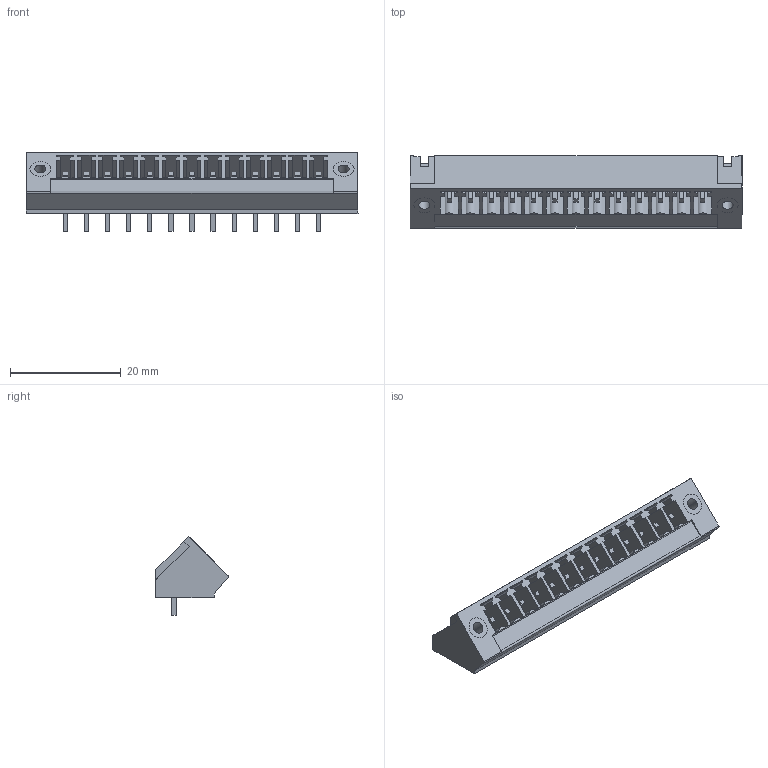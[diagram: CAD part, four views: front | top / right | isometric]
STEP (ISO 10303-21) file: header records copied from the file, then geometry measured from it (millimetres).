
FILE_DESCRIPTION(('CATIA V5 STEP Exchange','CAx-IF Rec.Pracs.--- Model Styling and Organization---1.2---2011-12-15'),'2;1');
FILE_NAME ('D1460948_0', '2018-04-23T09:25:37+00:00', ('none'), ('Weidmueller'), 'CATIA Version 5-6 Release 2014', 'CATIA V5 STEP AP214', 'none');
FILE_SCHEMA(('AUTOMOTIVE_DESIGN { 1 0 10303 214 1 1 1 1 }'));
Length unit declared in the file: millimetre
Products named in the file (1): 1976850000
Bounding box: 59.92 x 13.1 x 14.2 mm (x, y, z)
Volume: 2823.3 mm3; surface area: 6866.7 mm2
Topology: 16 solids, 16 shells, 639 faces, 1804 edges, 1210 vertices
Faces by surface type: plane 574, cylinder 65
Entity records: 19864 total; most frequent: ORIENTED_EDGE 3608, CARTESIAN_POINT 3517, DIRECTION 2655, EDGE_CURVE 1804, VECTOR 1674, LINE 1674, VERTEX_POINT 1210, EDGE_LOOP 690
